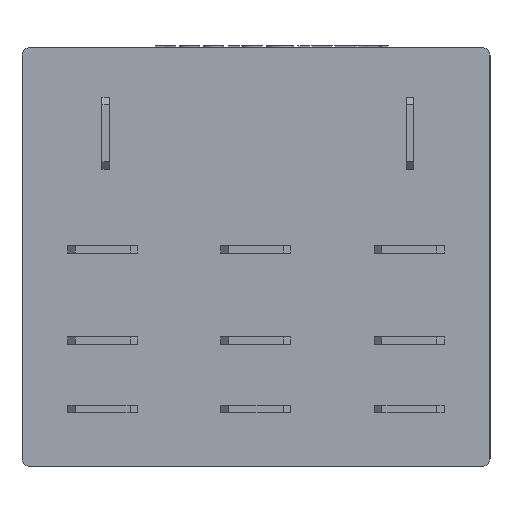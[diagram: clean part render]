
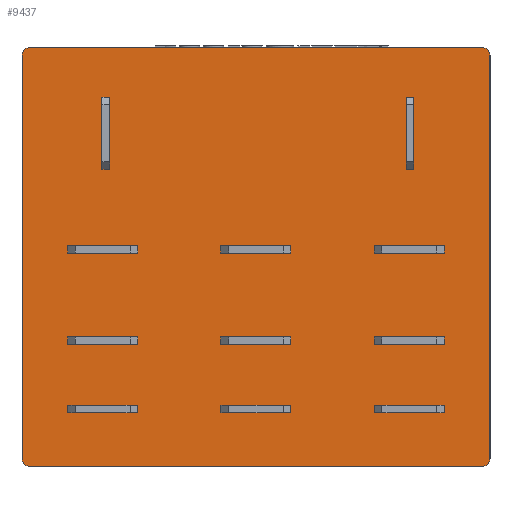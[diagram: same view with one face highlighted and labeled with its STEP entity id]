
A CAD part, front view. The second image highlights one B-rep face of the part: STEP entity #9437.
In plain terms, the highlighted planar face has unit normal (0, -1, 0).
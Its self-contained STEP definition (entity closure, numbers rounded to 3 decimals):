
#173 = DIRECTION ( 'NONE',  ( 0., 0., 1. ) ) ;
#282 = DIRECTION ( 'NONE',  ( 1., 0., 0. ) ) ;
#365 = CARTESIAN_POINT ( 'NONE',  ( 10.375, -1.75, 5.75 ) ) ;
#414 = ORIENTED_EDGE ( 'NONE', *, *, #12027, .F. ) ;
#732 = CARTESIAN_POINT ( 'NONE',  ( -10.125, -1.75, 10.5 ) ) ;
#786 = VERTEX_POINT ( 'NONE', #11761 ) ;
#1006 = CIRCLE ( 'NONE', #5460, 0.5 ) ;
#1066 = ORIENTED_EDGE ( 'NONE', *, *, #9361, .T. ) ;
#1202 = ORIENTED_EDGE ( 'NONE', *, *, #11297, .F. ) ;
#1290 = VECTOR ( 'NONE', #282, 1000. ) ;
#1425 = DIRECTION ( 'NONE',  ( 1., 0., 0. ) ) ;
#1599 = DIRECTION ( 'NONE',  ( 1., 0., 0. ) ) ;
#1665 = LINE ( 'NONE', #9866, #9394 ) ;
#1920 = CARTESIAN_POINT ( 'NONE',  ( 15.375, -1.75, 13.25 ) ) ;
#1933 = ORIENTED_EDGE ( 'NONE', *, *, #2956, .F. ) ;
#2105 = VECTOR ( 'NONE', #173, 1000. ) ;
#2152 = CIRCLE ( 'NONE', #5323, 0.5 ) ;
#2276 = DIRECTION ( 'NONE',  ( 0., 0., 1. ) ) ;
#2384 = LINE ( 'NONE', #16628, #13470 ) ;
#2624 = LINE ( 'NONE', #732, #6466 ) ;
#2661 = CIRCLE ( 'NONE', #4692, 0.5 ) ;
#2700 = CARTESIAN_POINT ( 'NONE',  ( 10.375, -1.75, 10.5 ) ) ;
#2746 = DIRECTION ( 'NONE',  ( 0., 0., 1. ) ) ;
#2873 = EDGE_CURVE ( 'NONE', #18306, #2895, #6949, .T. ) ;
#2895 = VERTEX_POINT ( 'NONE', #15980 ) ;
#2956 = EDGE_CURVE ( 'NONE', #11486, #6727, #16656, .T. ) ;
#2987 = ORIENTED_EDGE ( 'NONE', *, *, #8924, .F. ) ;
#3037 = LINE ( 'NONE', #365, #10285 ) ;
#3196 = VERTEX_POINT ( 'NONE', #6550 ) ;
#3230 = CARTESIAN_POINT ( 'NONE',  ( -10.125, -1.75, 5.75 ) ) ;
#3440 = VERTEX_POINT ( 'NONE', #18150 ) ;
#3499 = FACE_BOUND ( 'NONE', #16320, .T. ) ;
#3802 = CARTESIAN_POINT ( 'NONE',  ( -9.625, -1.75, 5.75 ) ) ;
#3967 = FACE_BOUND ( 'NONE', #6474, .T. ) ;
#4261 = EDGE_CURVE ( 'NONE', #11486, #3196, #17513, .T. ) ;
#4288 = CARTESIAN_POINT ( 'NONE',  ( -14.875, -1.75, 13.25 ) ) ;
#4336 = CARTESIAN_POINT ( 'NONE',  ( 14.875, -1.75, 13.75 ) ) ;
#4522 = CARTESIAN_POINT ( 'NONE',  ( -10.125, -1.75, 5.75 ) ) ;
#4639 = LINE ( 'NONE', #14454, #8516 ) ;
#4692 = AXIS2_PLACEMENT_3D ( 'NONE', #6137, #16252, #7599 ) ;
#5205 = EDGE_CURVE ( 'NONE', #8212, #10303, #6720, .T. ) ;
#5323 = AXIS2_PLACEMENT_3D ( 'NONE', #4288, #14386, #5735 ) ;
#5326 = VECTOR ( 'NONE', #9668, 1000. ) ;
#5360 = AXIS2_PLACEMENT_3D ( 'NONE', #7865, #17980, #9314 ) ;
#5396 = EDGE_CURVE ( 'NONE', #13008, #13880, #2661, .T. ) ;
#5404 = VERTEX_POINT ( 'NONE', #3230 ) ;
#5460 = AXIS2_PLACEMENT_3D ( 'NONE', #15934, #7261, #17407 ) ;
#5735 = DIRECTION ( 'NONE',  ( 0., 0., -1. ) ) ;
#5904 = CARTESIAN_POINT ( 'NONE',  ( 9.875, -1.75, 5.75 ) ) ;
#6137 = CARTESIAN_POINT ( 'NONE',  ( 14.875, -1.75, -13.25 ) ) ;
#6223 = ORIENTED_EDGE ( 'NONE', *, *, #18107, .F. ) ;
#6403 = ORIENTED_EDGE ( 'NONE', *, *, #15664, .F. ) ;
#6466 = VECTOR ( 'NONE', #12056, 1000. ) ;
#6474 = EDGE_LOOP ( 'NONE', ( #16752, #7111, #7002, #1202 ) ) ;
#6550 = CARTESIAN_POINT ( 'NONE',  ( 9.875, -1.75, 10.5 ) ) ;
#6720 = LINE ( 'NONE', #12838, #10565 ) ;
#6727 = VERTEX_POINT ( 'NONE', #11566 ) ;
#6869 = DIRECTION ( 'NONE',  ( -1., 0., 0. ) ) ;
#6903 = ORIENTED_EDGE ( 'NONE', *, *, #15588, .F. ) ;
#6933 = CARTESIAN_POINT ( 'NONE',  ( -14.875, -1.75, -13.25 ) ) ;
#6949 = LINE ( 'NONE', #4336, #14192 ) ;
#7002 = ORIENTED_EDGE ( 'NONE', *, *, #5205, .F. ) ;
#7111 = ORIENTED_EDGE ( 'NONE', *, *, #17933, .T. ) ;
#7261 = DIRECTION ( 'NONE',  ( 0., 1., 0. ) ) ;
#7278 = VERTEX_POINT ( 'NONE', #2700 ) ;
#7355 = FACE_OUTER_BOUND ( 'NONE', #10469, .T. ) ;
#7492 = CARTESIAN_POINT ( 'NONE',  ( 9.875, -1.75, 5.75 ) ) ;
#7583 = DIRECTION ( 'NONE',  ( 0., 0., 1. ) ) ;
#7599 = DIRECTION ( 'NONE',  ( 0., 0., 1. ) ) ;
#7865 = CARTESIAN_POINT ( 'NONE',  ( -14.875, -1.75, -13.25 ) ) ;
#8152 = CARTESIAN_POINT ( 'NONE',  ( 9.875, -1.75, 10.5 ) ) ;
#8207 = CARTESIAN_POINT ( 'NONE',  ( -15.375, -1.75, 13.25 ) ) ;
#8212 = VERTEX_POINT ( 'NONE', #3802 ) ;
#8405 = DIRECTION ( 'NONE',  ( 0., 0., 1. ) ) ;
#8480 = ORIENTED_EDGE ( 'NONE', *, *, #4261, .T. ) ;
#8516 = VECTOR ( 'NONE', #17386, 1000. ) ;
#8924 = EDGE_CURVE ( 'NONE', #11631, #18306, #2152, .T. ) ;
#8951 = EDGE_CURVE ( 'NONE', #5404, #15542, #4639, .T. ) ;
#8979 = CARTESIAN_POINT ( 'NONE',  ( -9.625, -1.75, 10.5 ) ) ;
#9314 = DIRECTION ( 'NONE',  ( 0., 0., 1. ) ) ;
#9361 = EDGE_CURVE ( 'NONE', #3196, #7278, #12988, .T. ) ;
#9394 = VECTOR ( 'NONE', #6869, 1000. ) ;
#9437 = ADVANCED_FACE ( 'NONE', ( #3499, #7355, #3967 ), #18428, .F. ) ;
#9668 = DIRECTION ( 'NONE',  ( 1., 0., 0. ) ) ;
#9866 = CARTESIAN_POINT ( 'NONE',  ( 14.875, -1.75, -13.75 ) ) ;
#10013 = CARTESIAN_POINT ( 'NONE',  ( -10.125, -1.75, 10.5 ) ) ;
#10285 = VECTOR ( 'NONE', #7583, 1000. ) ;
#10303 = VERTEX_POINT ( 'NONE', #8979 ) ;
#10469 = EDGE_LOOP ( 'NONE', ( #414, #6223, #11454, #14975, #6903, #14226, #2987, #17809 ) ) ;
#10565 = VECTOR ( 'NONE', #2746, 1000. ) ;
#10627 = CARTESIAN_POINT ( 'NONE',  ( 15.375, -1.75, -13.25 ) ) ;
#10814 = LINE ( 'NONE', #1920, #18054 ) ;
#11297 = EDGE_CURVE ( 'NONE', #5404, #8212, #12142, .T. ) ;
#11305 = CARTESIAN_POINT ( 'NONE',  ( 14.875, -1.75, -13.75 ) ) ;
#11454 = ORIENTED_EDGE ( 'NONE', *, *, #5396, .F. ) ;
#11470 = EDGE_CURVE ( 'NONE', #786, #13008, #10814, .T. ) ;
#11486 = VERTEX_POINT ( 'NONE', #13687 ) ;
#11566 = CARTESIAN_POINT ( 'NONE',  ( 10.375, -1.75, 5.75 ) ) ;
#11631 = VERTEX_POINT ( 'NONE', #8207 ) ;
#11761 = CARTESIAN_POINT ( 'NONE',  ( 15.375, -1.75, 13.25 ) ) ;
#12027 = EDGE_CURVE ( 'NONE', #13355, #3440, #13235, .T. ) ;
#12056 = DIRECTION ( 'NONE',  ( 1., 0., 0. ) ) ;
#12083 = EDGE_CURVE ( 'NONE', #3440, #11631, #2384, .T. ) ;
#12142 = LINE ( 'NONE', #4522, #15543 ) ;
#12264 = CARTESIAN_POINT ( 'NONE',  ( -14.875, -1.75, 13.75 ) ) ;
#12838 = CARTESIAN_POINT ( 'NONE',  ( -9.625, -1.75, 5.75 ) ) ;
#12988 = LINE ( 'NONE', #8152, #5326 ) ;
#13008 = VERTEX_POINT ( 'NONE', #10627 ) ;
#13235 = CIRCLE ( 'NONE', #5360, 0.5 ) ;
#13355 = VERTEX_POINT ( 'NONE', #14970 ) ;
#13470 = VECTOR ( 'NONE', #2276, 1000. ) ;
#13687 = CARTESIAN_POINT ( 'NONE',  ( 9.875, -1.75, 5.75 ) ) ;
#13880 = VERTEX_POINT ( 'NONE', #11305 ) ;
#13933 = AXIS2_PLACEMENT_3D ( 'NONE', #6933, #17044, #8405 ) ;
#14192 = VECTOR ( 'NONE', #1425, 1000. ) ;
#14226 = ORIENTED_EDGE ( 'NONE', *, *, #2873, .F. ) ;
#14386 = DIRECTION ( 'NONE',  ( 0., 1., 0. ) ) ;
#14454 = CARTESIAN_POINT ( 'NONE',  ( -10.125, -1.75, 5.75 ) ) ;
#14970 = CARTESIAN_POINT ( 'NONE',  ( -14.875, -1.75, -13.75 ) ) ;
#14975 = ORIENTED_EDGE ( 'NONE', *, *, #11470, .F. ) ;
#15542 = VERTEX_POINT ( 'NONE', #10013 ) ;
#15543 = VECTOR ( 'NONE', #1599, 1000. ) ;
#15588 = EDGE_CURVE ( 'NONE', #2895, #786, #1006, .T. ) ;
#15664 = EDGE_CURVE ( 'NONE', #6727, #7278, #3037, .T. ) ;
#15934 = CARTESIAN_POINT ( 'NONE',  ( 14.875, -1.75, 13.25 ) ) ;
#15980 = CARTESIAN_POINT ( 'NONE',  ( 14.875, -1.75, 13.75 ) ) ;
#16252 = DIRECTION ( 'NONE',  ( 0., 1., 0. ) ) ;
#16320 = EDGE_LOOP ( 'NONE', ( #8480, #1066, #6403, #1933 ) ) ;
#16520 = DIRECTION ( 'NONE',  ( 0., 0., -1. ) ) ;
#16628 = CARTESIAN_POINT ( 'NONE',  ( -15.375, -1.75, 13.25 ) ) ;
#16656 = LINE ( 'NONE', #7492, #1290 ) ;
#16752 = ORIENTED_EDGE ( 'NONE', *, *, #8951, .T. ) ;
#17044 = DIRECTION ( 'NONE',  ( 0., 1., 0. ) ) ;
#17386 = DIRECTION ( 'NONE',  ( 0., 0., 1. ) ) ;
#17407 = DIRECTION ( 'NONE',  ( 0., 0., 1. ) ) ;
#17513 = LINE ( 'NONE', #5904, #2105 ) ;
#17809 = ORIENTED_EDGE ( 'NONE', *, *, #12083, .F. ) ;
#17933 = EDGE_CURVE ( 'NONE', #15542, #10303, #2624, .T. ) ;
#17980 = DIRECTION ( 'NONE',  ( 0., 1., 0. ) ) ;
#18054 = VECTOR ( 'NONE', #16520, 1000. ) ;
#18107 = EDGE_CURVE ( 'NONE', #13880, #13355, #1665, .T. ) ;
#18150 = CARTESIAN_POINT ( 'NONE',  ( -15.375, -1.75, -13.25 ) ) ;
#18306 = VERTEX_POINT ( 'NONE', #12264 ) ;
#18428 = PLANE ( 'NONE',  #13933 ) ;
